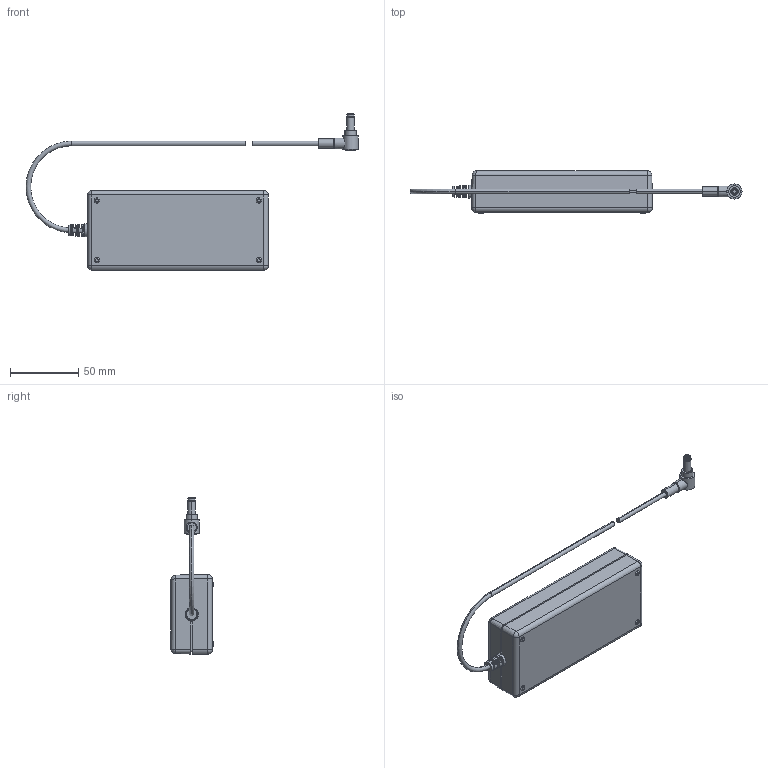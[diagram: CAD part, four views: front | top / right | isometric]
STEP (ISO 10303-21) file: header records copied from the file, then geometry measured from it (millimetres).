
FILE_DESCRIPTION (( 'STEP AP214' ), '1' );
FILE_NAME ('PIPS-48V70W-R25MMDC_3D.STEP', '2020-03-18T18:07:40', ( '' ), ( '' ), 'SwSTEP 2.0', 'SolidWorks 2018', '' );
FILE_SCHEMA (( 'AUTOMOTIVE_DESIGN' ));
Length unit declared in the file: inch
Products named in the file (3): PS4870-25R_DCcord; PS4870-25R_Body; PIPS-48V70W-R25MMDC_3D
Assembly tree (2 placements, depth 2):
  PIPS-48V70W-R25MMDC_3D
    PS4870-25R_Body
    PS4870-25R_DCcord
Bounding box: 242.66 x 31.24 x 114.13 mm (x, y, z)
Volume: 227387.1 mm3; surface area: 33154.2 mm2
Topology: 3 solids, 3 shells, 265 faces, 631 edges, 387 vertices
Faces by surface type: plane 119, cylinder 88, torus 24, cone 16, bspline 12, sphere 6
Entity records: 12532 total; most frequent: CARTESIAN_POINT 3125, DIRECTION 1253, ORIENTED_EDGE 1246, EDGE_CURVE 623, AXIS2_PLACEMENT_3D 473, VERTEX_POINT 387, LINE 307, VECTOR 307
